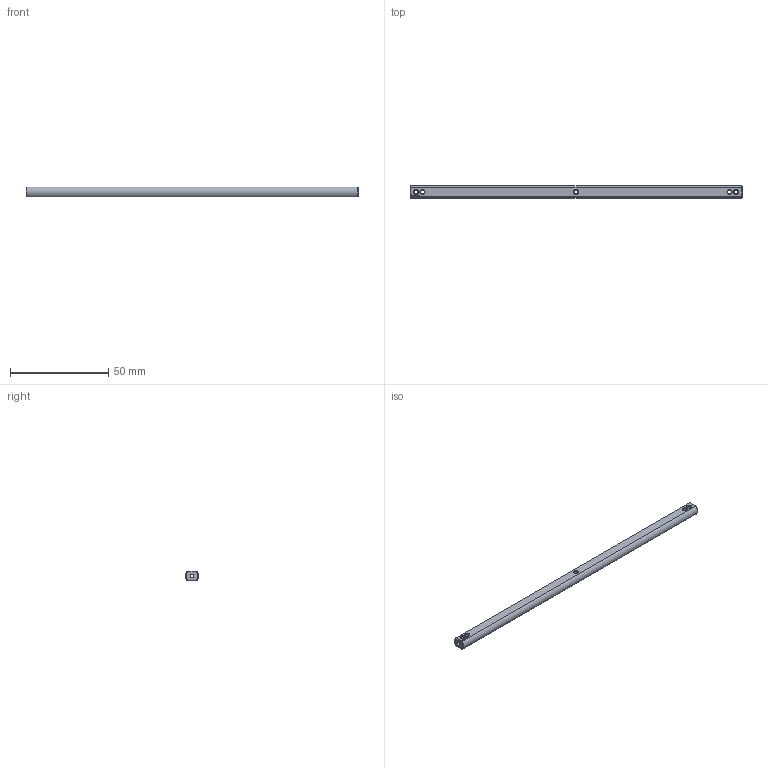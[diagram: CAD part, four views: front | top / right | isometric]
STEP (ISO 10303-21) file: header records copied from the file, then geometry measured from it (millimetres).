
FILE_DESCRIPTION(('FreeCAD Model'),'2;1');
FILE_NAME('Open CASCADE Shape Model','2024-02-04T22:55:41',(''),(''), 'Open CASCADE STEP processor 7.6','FreeCAD','Unknown');
FILE_SCHEMA(('AUTOMOTIVE_DESIGN { 1 0 10303 214 1 1 1 1 }'));
Length unit declared in the file: millimetre
Products named in the file (1): Shaft PLN BU13.50 - SPN-SFT-0054 (stemfie.org)
Bounding box: 168.75 x 6.6 x 5 mm (x, y, z)
Volume: 4389.9 mm3; surface area: 4511.2 mm2
Topology: 1 solids, 1 shells, 502 faces, 1405 edges, 926 vertices
Faces by surface type: plane 318, extrusion 148, cylinder 20, cone 16
Full cylindrical faces by diameter (mm): 2 x14
Entity records: 34896 total; most frequent: CARTESIAN_POINT 7768, DIRECTION 4461, VECTOR 3567, LINE 3419, ORIENTED_EDGE 2810, PCURVE 2810, DEFINITIONAL_REPRESENTATION 2810, EDGE_CURVE 1405
